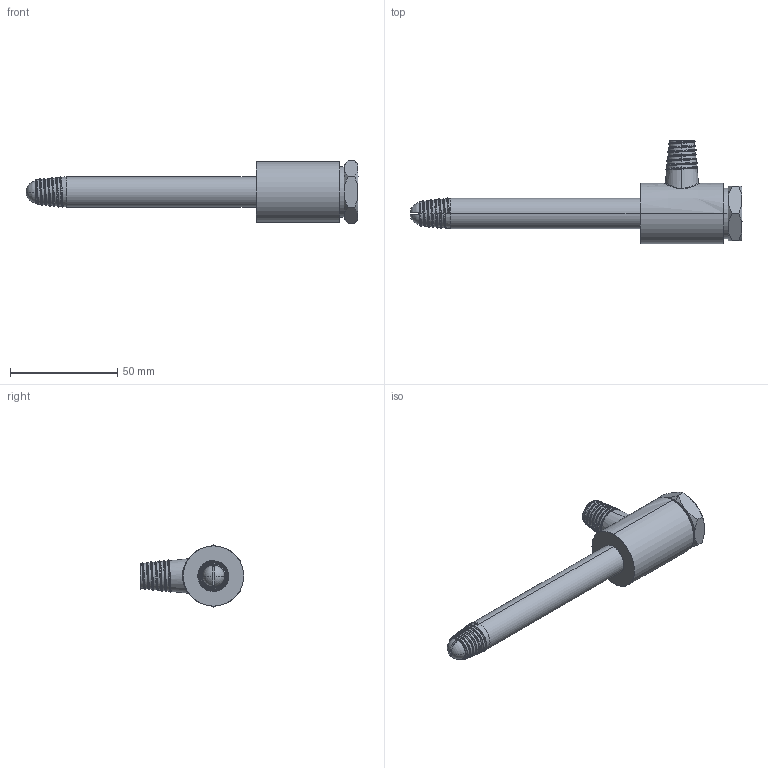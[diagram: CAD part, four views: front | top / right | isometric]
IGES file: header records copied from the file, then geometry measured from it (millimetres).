
Start section: SolidWorks IGES file using analytic representation for surfaces
Global section: file name: MEDIUM VORTEX TUBE(with threads).IGS; native system: SolidWorks 2020; preprocessor: SolidWorks 2020; author: andres; date: 230707.040147; units: millimetre
Bounding box: 154.46 x 48 x 29.33 mm (x, y, z)
Surface area: 19928.6 mm2 (no closed solid volume)
Topology: 0 solids, 0 shells, 114 faces, 3811 edges, 3811 vertices
Faces by surface type: revolution 80, bspline 34
